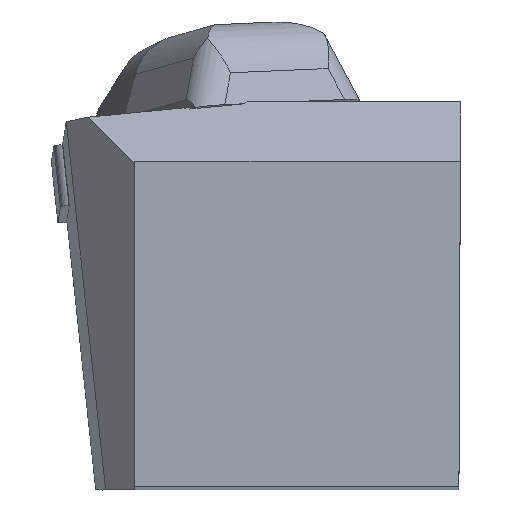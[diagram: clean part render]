
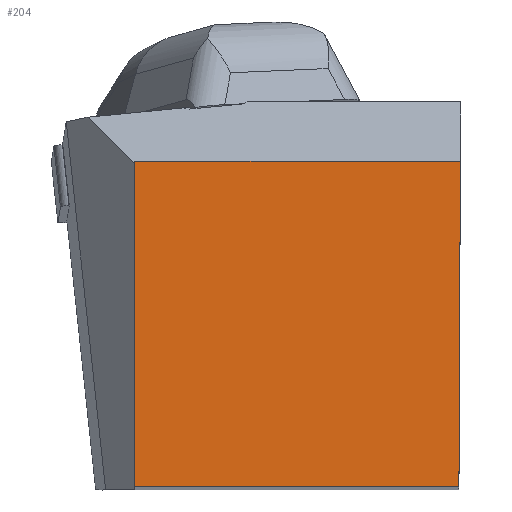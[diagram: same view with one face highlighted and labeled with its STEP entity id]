
A CAD part, top view. The second image highlights one B-rep face of the part: STEP entity #204.
In plain terms, the highlighted planar face has unit normal (0, 0, 1).
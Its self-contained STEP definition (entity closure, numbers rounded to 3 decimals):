
#142=FACE_OUTER_BOUND('',#589,.T.);
#204=ADVANCED_FACE('BLANK_BOXF006',(#142),#260,.F.);
#260=PLANE('',#1384);
#343=LINE('',#1990,#474);
#349=LINE('',#2002,#480);
#355=LINE('',#2013,#486);
#356=LINE('',#2015,#487);
#474=VECTOR('',#1578,1.);
#480=VECTOR('',#1586,1.);
#486=VECTOR('',#1596,1.);
#487=VECTOR('',#1597,1.);
#589=EDGE_LOOP('',(#750,#751,#752,#753));
#750=ORIENTED_EDGE('',*,*,#1164,.F.);
#751=ORIENTED_EDGE('',*,*,#1158,.F.);
#752=ORIENTED_EDGE('',*,*,#1152,.F.);
#753=ORIENTED_EDGE('',*,*,#1165,.F.);
#1024=VERTEX_POINT('',#1989);
#1025=VERTEX_POINT('',#1991);
#1030=VERTEX_POINT('',#2003);
#1033=VERTEX_POINT('',#2014);
#1152=EDGE_CURVE('',#1024,#1025,#343,.T.);
#1158=EDGE_CURVE('',#1025,#1030,#349,.T.);
#1164=EDGE_CURVE('',#1030,#1033,#355,.T.);
#1165=EDGE_CURVE('',#1033,#1024,#356,.T.);
#1384=AXIS2_PLACEMENT_3D('',#2016,#1598,#1599);
#1578=DIRECTION('',(-0.004,-1.,0.));
#1586=DIRECTION('',(-1.,0.,0.));
#1596=DIRECTION('',(0.,1.,0.));
#1597=DIRECTION('',(1.,0.,0.));
#1598=DIRECTION('',(0.,0.,-1.));
#1599=DIRECTION('',(-1.,0.,0.));
#1989=CARTESIAN_POINT('',(0.,25.273,0.));
#1990=CARTESIAN_POINT('',(0.607,164.398,0.));
#1991=CARTESIAN_POINT('',(-0.11,0.,0.));
#2002=CARTESIAN_POINT('',(164.4,0.,0.));
#2003=CARTESIAN_POINT('',(-25.273,0.,0.));
#2013=CARTESIAN_POINT('',(-25.273,-164.4,0.));
#2014=CARTESIAN_POINT('',(-25.273,25.273,0.));
#2015=CARTESIAN_POINT('',(-164.4,25.273,0.));
#2016=CARTESIAN_POINT('',(-43.75,-5.,0.));
